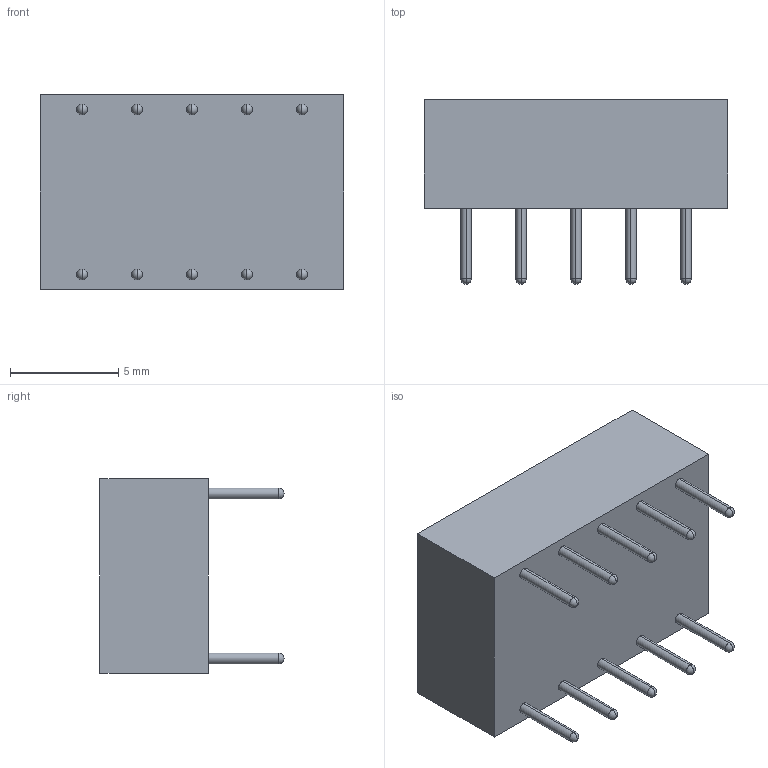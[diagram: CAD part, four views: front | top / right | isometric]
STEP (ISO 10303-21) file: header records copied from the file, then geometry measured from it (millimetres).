
FILE_DESCRIPTION (( 'STEP AP214' ), '1' );
FILE_NAME ('0C57CD49-8EDA-4881-881D-80CBFA313736.STEP', '2023-05-14T09:29:31', ( '' ), ( '' ), 'SwSTEP 2.0', 'SolidWorks 2022', '' );
FILE_SCHEMA (( 'AUTOMOTIVE_DESIGN' ));
Length unit declared in the file: millimetre
Products named in the file (1): 0C57CD49-8EDA-4881-881D-80CBFA313736
Bounding box: 14 x 8.5 x 9 mm (x, y, z)
Volume: 636.7 mm3; surface area: 538.9 mm2
Topology: 11 solids, 11 shells, 56 faces, 132 edges, 78 vertices
Faces by surface type: sphere 20, cylinder 20, plane 16
Entity records: 1440 total; most frequent: DIRECTION 266, CARTESIAN_POINT 207, ORIENTED_EDGE 184, AXIS2_PLACEMENT_3D 117, EDGE_CURVE 92, CIRCLE 60, VERTEX_POINT 58, EDGE_LOOP 56
